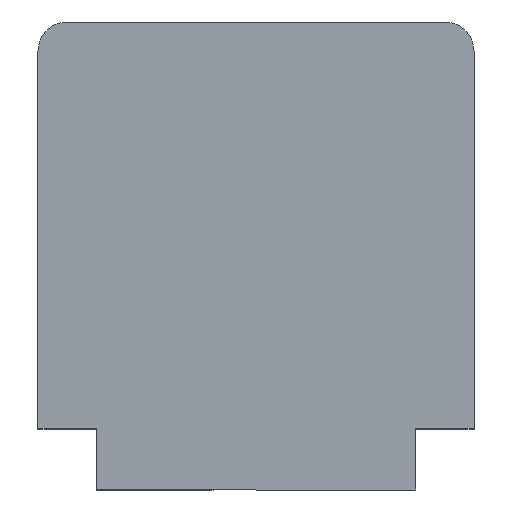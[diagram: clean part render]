
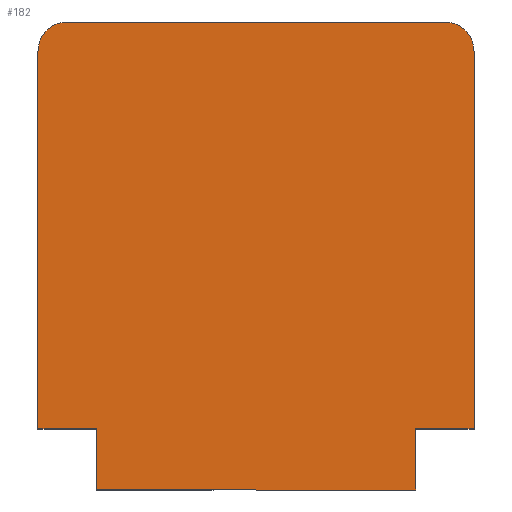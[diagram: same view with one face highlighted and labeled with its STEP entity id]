
A CAD part, left-side view. The second image highlights one B-rep face of the part: STEP entity #182.
In plain terms, the highlighted planar face has unit normal (-1, 0, 0).
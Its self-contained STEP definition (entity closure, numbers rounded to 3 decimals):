
#107=AXIS2_PLACEMENT_3D('Plane Axis2P3D',#104,#105,#106) ;
#153=AXIS2_PLACEMENT_3D('Circle Axis2P3D',#151,#152,$) ;
#167=AXIS2_PLACEMENT_3D('Circle Axis2P3D',#165,#166,$) ;
#41=CARTESIAN_POINT('Vertex',(0.,2.,2.1)) ;
#46=CARTESIAN_POINT('Line Origine',(0.,2.,1.05)) ;
#50=CARTESIAN_POINT('Vertex',(0.,2.,0.)) ;
#104=CARTESIAN_POINT('Axis2P3D Location',(0.,7.5,0.)) ;
#109=CARTESIAN_POINT('Line Origine',(0.,15.,8.6)) ;
#113=CARTESIAN_POINT('Vertex',(0.,15.,15.1)) ;
#115=CARTESIAN_POINT('Vertex',(0.,15.,2.1)) ;
#118=CARTESIAN_POINT('Line Origine',(0.,14.,2.1)) ;
#122=CARTESIAN_POINT('Vertex',(0.,13.,2.1)) ;
#125=CARTESIAN_POINT('Line Origine',(0.,13.,1.05)) ;
#129=CARTESIAN_POINT('Vertex',(0.,13.,0.)) ;
#132=CARTESIAN_POINT('Line Origine',(0.,7.5,0.)) ;
#137=CARTESIAN_POINT('Line Origine',(0.,1.,2.1)) ;
#141=CARTESIAN_POINT('Vertex',(0.,0.,2.1)) ;
#144=CARTESIAN_POINT('Line Origine',(0.,0.,8.6)) ;
#148=CARTESIAN_POINT('Vertex',(0.,0.,15.1)) ;
#151=CARTESIAN_POINT('Axis2P3D Location',(0.,1.,15.1)) ;
#155=CARTESIAN_POINT('Vertex',(0.,1.,16.1)) ;
#158=CARTESIAN_POINT('Line Origine',(0.,7.5,16.1)) ;
#162=CARTESIAN_POINT('Vertex',(0.,14.,16.1)) ;
#165=CARTESIAN_POINT('Axis2P3D Location',(0.,14.,15.1)) ;
#47=DIRECTION('Vector Direction',(0.,0.,-1.)) ;
#105=DIRECTION('Axis2P3D Direction',(1.,0.,0.)) ;
#106=DIRECTION('Axis2P3D XDirection',(0.,1.,0.)) ;
#110=DIRECTION('Vector Direction',(0.,0.,1.)) ;
#119=DIRECTION('Vector Direction',(0.,1.,0.)) ;
#126=DIRECTION('Vector Direction',(0.,0.,1.)) ;
#133=DIRECTION('Vector Direction',(0.,1.,0.)) ;
#138=DIRECTION('Vector Direction',(0.,1.,0.)) ;
#145=DIRECTION('Vector Direction',(0.,0.,-1.)) ;
#152=DIRECTION('Axis2P3D Direction',(1.,0.,0.)) ;
#159=DIRECTION('Vector Direction',(0.,-1.,0.)) ;
#166=DIRECTION('Axis2P3D Direction',(1.,0.,0.)) ;
#48=VECTOR('Line Direction',#47,1.) ;
#111=VECTOR('Line Direction',#110,1.) ;
#120=VECTOR('Line Direction',#119,1.) ;
#127=VECTOR('Line Direction',#126,1.) ;
#134=VECTOR('Line Direction',#133,1.) ;
#139=VECTOR('Line Direction',#138,1.) ;
#146=VECTOR('Line Direction',#145,1.) ;
#160=VECTOR('Line Direction',#159,1.) ;
#171=ORIENTED_EDGE('',*,*,#117,.T.) ;
#172=ORIENTED_EDGE('',*,*,#124,.F.) ;
#173=ORIENTED_EDGE('',*,*,#131,.F.) ;
#174=ORIENTED_EDGE('',*,*,#136,.F.) ;
#175=ORIENTED_EDGE('',*,*,#52,.F.) ;
#176=ORIENTED_EDGE('',*,*,#143,.F.) ;
#177=ORIENTED_EDGE('',*,*,#150,.F.) ;
#178=ORIENTED_EDGE('',*,*,#157,.F.) ;
#179=ORIENTED_EDGE('',*,*,#164,.F.) ;
#180=ORIENTED_EDGE('',*,*,#169,.F.) ;
#182=ADVANCED_FACE('Koerper.2',(#181),#108,.F.) ;
#154=CIRCLE('generated circle',#153,1.) ;
#168=CIRCLE('generated circle',#167,1.) ;
#52=EDGE_CURVE('',#42,#51,#49,.T.) ;
#117=EDGE_CURVE('',#114,#116,#112,.F.) ;
#124=EDGE_CURVE('',#123,#116,#121,.T.) ;
#131=EDGE_CURVE('',#130,#123,#128,.T.) ;
#136=EDGE_CURVE('',#51,#130,#135,.T.) ;
#143=EDGE_CURVE('',#142,#42,#140,.T.) ;
#150=EDGE_CURVE('',#149,#142,#147,.T.) ;
#157=EDGE_CURVE('',#156,#149,#154,.T.) ;
#164=EDGE_CURVE('',#163,#156,#161,.T.) ;
#169=EDGE_CURVE('',#114,#163,#168,.T.) ;
#170=EDGE_LOOP('',(#171,#172,#173,#174,#175,#176,#177,#178,#179,#180)) ;
#181=FACE_OUTER_BOUND('',#170,.T.) ;
#49=LINE('Line',#46,#48) ;
#112=LINE('Line',#109,#111) ;
#121=LINE('Line',#118,#120) ;
#128=LINE('Line',#125,#127) ;
#135=LINE('Line',#132,#134) ;
#140=LINE('Line',#137,#139) ;
#147=LINE('Line',#144,#146) ;
#161=LINE('Line',#158,#160) ;
#108=PLANE('',#107) ;
#42=VERTEX_POINT('',#41) ;
#51=VERTEX_POINT('',#50) ;
#114=VERTEX_POINT('',#113) ;
#116=VERTEX_POINT('',#115) ;
#123=VERTEX_POINT('',#122) ;
#130=VERTEX_POINT('',#129) ;
#142=VERTEX_POINT('',#141) ;
#149=VERTEX_POINT('',#148) ;
#156=VERTEX_POINT('',#155) ;
#163=VERTEX_POINT('',#162) ;
